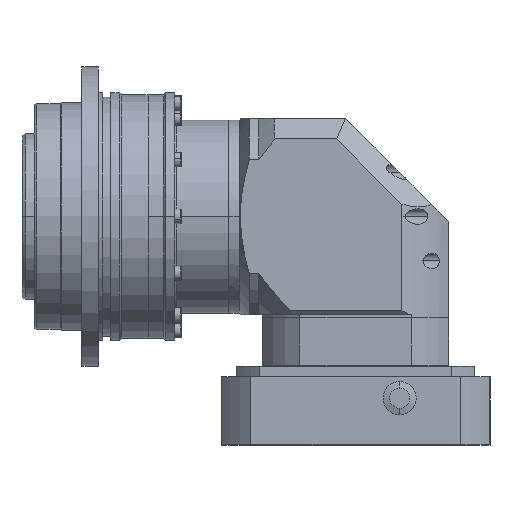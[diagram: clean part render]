
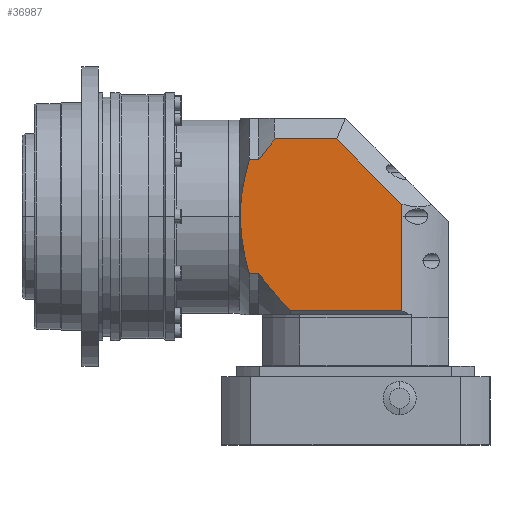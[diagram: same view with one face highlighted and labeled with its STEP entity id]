
A CAD part, top view. The second image highlights one B-rep face of the part: STEP entity #36987.
In plain terms, the highlighted planar face has unit normal (0, 0, 1).
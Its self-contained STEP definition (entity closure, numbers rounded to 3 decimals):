
#1249 = ORIENTED_EDGE ( 'NONE', *, *, #27721, .T. ) ;
#1788 = VERTEX_POINT ( 'NONE', #27294 ) ;
#2165 = CARTESIAN_POINT ( 'NONE',  ( 53.612, 27.726, 47.5 ) ) ;
#2317 = VECTOR ( 'NONE', #22780, 1000. ) ;
#2755 = LINE ( 'NONE', #22476, #33486 ) ;
#3092 = CARTESIAN_POINT ( 'NONE',  ( 58.415, -33.934, 47.5 ) ) ;
#3117 = CARTESIAN_POINT ( 'NONE',  ( 91.358, 37.5, 47.5 ) ) ;
#3186 = CARTESIAN_POINT ( 'NONE',  ( 49., 27.726, 47.5 ) ) ;
#3495 = ORIENTED_EDGE ( 'NONE', *, *, #17187, .T. ) ;
#4080 = CARTESIAN_POINT ( 'NONE',  ( 56.114, 31.085, 47.5 ) ) ;
#4151 = ORIENTED_EDGE ( 'NONE', *, *, #5389, .T. ) ;
#4666 = DIRECTION ( 'NONE',  ( 0., 1., 0. ) ) ;
#5389 = EDGE_CURVE ( 'NONE', #12840, #10962, #17208, .T. ) ;
#5472 = LINE ( 'NONE', #29815, #11487 ) ;
#5788 = CARTESIAN_POINT ( 'NONE',  ( 44.695, -2.361, 47.5 ) ) ;
#5797 = DIRECTION ( 'NONE',  ( -1., 0., 0. ) ) ;
#6096 = CARTESIAN_POINT ( 'NONE',  ( 63.552, -39.852, 47.5 ) ) ;
#6157 = AXIS2_PLACEMENT_3D ( 'NONE', #12656, #9791, #30611 ) ;
#6196 = CARTESIAN_POINT ( 'NONE',  ( 47.681, 23.193, 47.5 ) ) ;
#6953 = CARTESIAN_POINT ( 'NONE',  ( 60.105, 35.931, 47.5 ) ) ;
#7070 = CARTESIAN_POINT ( 'NONE',  ( 53.612, 27.726, 47.5 ) ) ;
#7365 = ORIENTED_EDGE ( 'NONE', *, *, #24851, .T. ) ;
#7671 = FACE_OUTER_BOUND ( 'NONE', #18908, .T. ) ;
#7870 = CARTESIAN_POINT ( 'NONE',  ( 145.5, -27.726, 47.5 ) ) ;
#7919 = ORIENTED_EDGE ( 'NONE', *, *, #22183, .T. ) ;
#8782 = CARTESIAN_POINT ( 'NONE',  ( 44.872, -5.888, 47.5 ) ) ;
#9089 = CARTESIAN_POINT ( 'NONE',  ( 69.002, -45.5, 47.5 ) ) ;
#9190 = CARTESIAN_POINT ( 'NONE',  ( 45.461, 11.701, 47.5 ) ) ;
#9791 = DIRECTION ( 'NONE',  ( 0., 0., 1. ) ) ;
#9865 = VECTOR ( 'NONE', #31722, 1000. ) ;
#10623 = VERTEX_POINT ( 'NONE', #35078 ) ;
#10962 = VERTEX_POINT ( 'NONE', #28146 ) ;
#11323 = ORIENTED_EDGE ( 'NONE', *, *, #35778, .T. ) ;
#11487 = VECTOR ( 'NONE', #11972, 1000. ) ;
#11670 = VERTEX_POINT ( 'NONE', #28419 ) ;
#11746 = CARTESIAN_POINT ( 'NONE',  ( 45.463, -11.717, 47.5 ) ) ;
#11972 = DIRECTION ( 'NONE',  ( 1., 0., 0. ) ) ;
#12156 = CARTESIAN_POINT ( 'NONE',  ( 44.772, 4.712, 47.5 ) ) ;
#12451 = EDGE_CURVE ( 'NONE', #1788, #10623, #21258, .T. ) ;
#12656 = CARTESIAN_POINT ( 'NONE',  ( 145.5, -47.5, 47.5 ) ) ;
#12840 = VERTEX_POINT ( 'NONE', #3117 ) ;
#13733 = VERTEX_POINT ( 'NONE', #27099 ) ;
#14751 = CARTESIAN_POINT ( 'NONE',  ( 47.683, -23.203, 47.5 ) ) ;
#14944 = CARTESIAN_POINT ( 'NONE',  ( 53.612, -27.726, 47.5 ) ) ;
#15163 = VECTOR ( 'NONE', #31571, 1000. ) ;
#15167 = CARTESIAN_POINT ( 'NONE',  ( 44.67, 0., 47.5 ) ) ;
#15616 = VERTEX_POINT ( 'NONE', #2165 ) ;
#15860 = ORIENTED_EDGE ( 'NONE', *, *, #12451, .T. ) ;
#16136 = EDGE_CURVE ( 'NONE', #15616, #13733, #20741, .T. ) ;
#16206 = B_SPLINE_CURVE_WITH_KNOTS ( 'NONE', 3,
 ( #14944, #29773, #20921, #3092, #23898, #6096, #26910, #9089 ),
 .UNSPECIFIED., .F., .F.,
 ( 4, 2, 2, 4 ),
 ( 0., 0.006, 0.012, 0.024 ),
 .UNSPECIFIED. ) ;
#16904 = VERTEX_POINT ( 'NONE', #21475 ) ;
#17187 = EDGE_CURVE ( 'NONE', #35279, #11670, #16206, .T. ) ;
#17208 = LINE ( 'NONE', #31787, #2317 ) ;
#17812 = LINE ( 'NONE', #37541, #9865 ) ;
#18908 = EDGE_LOOP ( 'NONE', ( #31068, #4151, #37063, #27061, #7365, #15860, #7919, #3495, #11323, #1249 ) ) ;
#19315 = EDGE_CURVE ( 'NONE', #16904, #12840, #17812, .T. ) ;
#19489 = CARTESIAN_POINT ( 'NONE',  ( 53.612, -27.726, 47.5 ) ) ;
#20505 = B_SPLINE_CURVE_WITH_KNOTS ( 'NONE', 3,
 ( #3186, #6196, #27010, #9190, #29995, #12156, #32978, #15167 ),
 .UNSPECIFIED., .F., .F.,
 ( 4, 2, 2, 4 ),
 ( 0., 0.014, 0.021, 0.028 ),
 .UNSPECIFIED. ) ;
#20604 = CARTESIAN_POINT ( 'NONE',  ( 44.67, 0., 47.5 ) ) ;
#20741 = LINE ( 'NONE', #23582, #29590 ) ;
#20921 = CARTESIAN_POINT ( 'NONE',  ( 55.956, -30.88, 47.5 ) ) ;
#21258 = B_SPLINE_CURVE_WITH_KNOTS ( 'NONE', 3,
 ( #20604, #38421, #5788, #26587, #8782, #29587, #11746, #32582, #14751, #35552 ),
 .UNSPECIFIED., .F., .F.,
 ( 4, 2, 2, 2, 4 ),
 ( 0.028, 0.032, 0.035, 0.042, 0.056 ),
 .UNSPECIFIED. ) ;
#21475 = CARTESIAN_POINT ( 'NONE',  ( 122.861, 5.997, 47.5 ) ) ;
#21896 = CARTESIAN_POINT ( 'NONE',  ( 58.748, 34.337, 47.5 ) ) ;
#22106 = LINE ( 'NONE', #7870, #15163 ) ;
#22183 = EDGE_CURVE ( 'NONE', #10623, #35279, #22106, .T. ) ;
#22476 = CARTESIAN_POINT ( 'NONE',  ( 122.861, -47.5, 47.5 ) ) ;
#22780 = DIRECTION ( 'NONE',  ( -1., 0., 0. ) ) ;
#23582 = CARTESIAN_POINT ( 'NONE',  ( 145.5, 27.726, 47.5 ) ) ;
#23898 = CARTESIAN_POINT ( 'NONE',  ( 59.679, -35.432, 47.5 ) ) ;
#24617 = PLANE ( 'NONE',  #6157 ) ;
#24851 = EDGE_CURVE ( 'NONE', #13733, #1788, #20505, .T. ) ;
#24877 = CARTESIAN_POINT ( 'NONE',  ( 54.837, 29.427, 47.5 ) ) ;
#26587 = CARTESIAN_POINT ( 'NONE',  ( 44.796, -4.715, 47.5 ) ) ;
#26910 = CARTESIAN_POINT ( 'NONE',  ( 66.242, -42.706, 47.5 ) ) ;
#27010 = CARTESIAN_POINT ( 'NONE',  ( 46.592, 18.626, 47.5 ) ) ;
#27061 = ORIENTED_EDGE ( 'NONE', *, *, #16136, .T. ) ;
#27099 = CARTESIAN_POINT ( 'NONE',  ( 49., 27.726, 47.5 ) ) ;
#27294 = CARTESIAN_POINT ( 'NONE',  ( 44.67, 0., 47.5 ) ) ;
#27721 = EDGE_CURVE ( 'NONE', #30216, #16904, #2755, .T. ) ;
#27750 = CARTESIAN_POINT ( 'NONE',  ( 61.493, 37.5, 47.5 ) ) ;
#28146 = CARTESIAN_POINT ( 'NONE',  ( 61.493, 37.5, 47.5 ) ) ;
#28419 = CARTESIAN_POINT ( 'NONE',  ( 69.002, -45.5, 47.5 ) ) ;
#28797 = B_SPLINE_CURVE_WITH_KNOTS ( 'NONE', 3,
 ( #27750, #6953, #21896, #4080, #24877, #7070 ),
 .UNSPECIFIED., .F., .F.,
 ( 4, 2, 4 ),
 ( 0., 0.006, 0.013 ),
 .UNSPECIFIED. ) ;
#29348 = CARTESIAN_POINT ( 'NONE',  ( 122.861, -45.5, 47.5 ) ) ;
#29587 = CARTESIAN_POINT ( 'NONE',  ( 45.169, -9.395, 47.5 ) ) ;
#29590 = VECTOR ( 'NONE', #5797, 1000. ) ;
#29773 = CARTESIAN_POINT ( 'NONE',  ( 54.761, -29.323, 47.5 ) ) ;
#29815 = CARTESIAN_POINT ( 'NONE',  ( 145.5, -45.5, 47.5 ) ) ;
#29995 = CARTESIAN_POINT ( 'NONE',  ( 45.168, 9.381, 47.5 ) ) ;
#30216 = VERTEX_POINT ( 'NONE', #29348 ) ;
#30611 = DIRECTION ( 'NONE',  ( -1., 0., 0. ) ) ;
#31068 = ORIENTED_EDGE ( 'NONE', *, *, #19315, .T. ) ;
#31571 = DIRECTION ( 'NONE',  ( 1., 0., 0. ) ) ;
#31722 = DIRECTION ( 'NONE',  ( -0.707, 0.707, 0. ) ) ;
#31787 = CARTESIAN_POINT ( 'NONE',  ( 145.5, 37.5, 47.5 ) ) ;
#32582 = CARTESIAN_POINT ( 'NONE',  ( 46.595, -18.642, 47.5 ) ) ;
#32978 = CARTESIAN_POINT ( 'NONE',  ( 44.67, 2.363, 47.5 ) ) ;
#33486 = VECTOR ( 'NONE', #4666, 1000. ) ;
#34541 = EDGE_CURVE ( 'NONE', #10962, #15616, #28797, .T. ) ;
#35078 = CARTESIAN_POINT ( 'NONE',  ( 49., -27.726, 47.5 ) ) ;
#35279 = VERTEX_POINT ( 'NONE', #19489 ) ;
#35552 = CARTESIAN_POINT ( 'NONE',  ( 49., -27.726, 47.5 ) ) ;
#35778 = EDGE_CURVE ( 'NONE', #11670, #30216, #5472, .T. ) ;
#36987 = ADVANCED_FACE ( 'NONE', ( #7671 ), #24617, .T. ) ;
#37063 = ORIENTED_EDGE ( 'NONE', *, *, #34541, .T. ) ;
#37541 = CARTESIAN_POINT ( 'NONE',  ( 122.861, 5.997, 47.5 ) ) ;
#38421 = CARTESIAN_POINT ( 'NONE',  ( 44.67, -1.178, 47.5 ) ) ;
